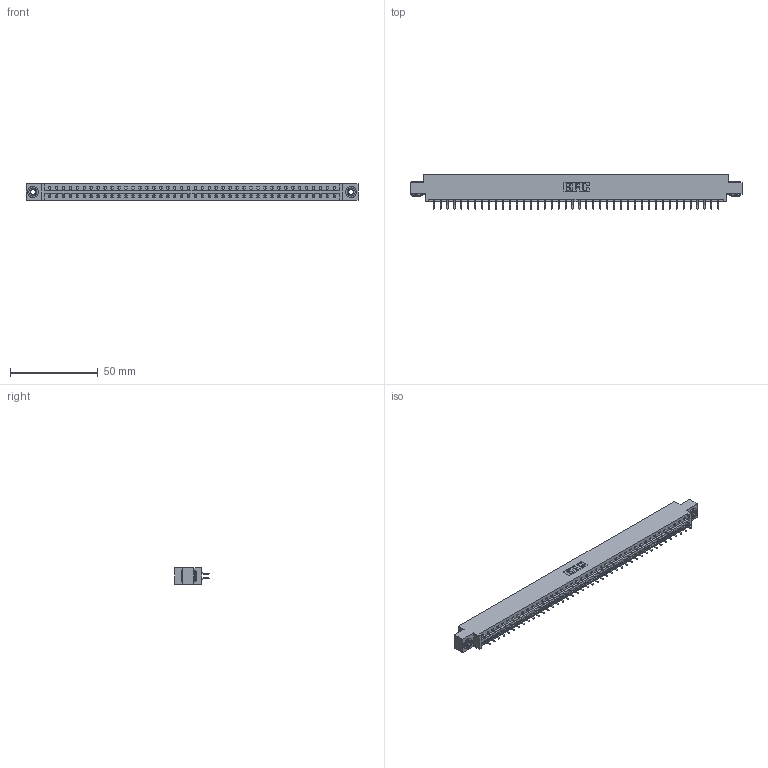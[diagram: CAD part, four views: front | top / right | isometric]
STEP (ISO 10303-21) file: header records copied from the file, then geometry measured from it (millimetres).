
FILE_DESCRIPTION (( 'STEP AP203' ), '1' );
FILE_NAME ('337-084-556-803.STEP', '2018-08-12T23:29:26', ( '' ), ( '' ), 'SwSTEP 2.0', 'SolidWorks 2016', '' );
FILE_SCHEMA (( 'CONFIG_CONTROL_DESIGN' ));
Length unit declared in the file: inch
Products named in the file (4): 337 Part_0.170 Offset - 0.156 Dia-TH; 345-292-001_556 Tail; 345-250-002_345-250-002-102; 337-084-556-803
Assembly tree (87 placements, depth 2):
  337-084-556-803
    337 Part_0.170 Offset - 0.156 Dia-TH
    345-292-001_556 Tail  x84
    345-250-002_345-250-002-102  x2
Bounding box: 189.43 x 19.57 x 9.4 mm (x, y, z)
Volume: 19862.5 mm3; surface area: 22698.2 mm2
Topology: 87 solids, 87 shells, 5196 faces, 15435 edges, 10174 vertices
Faces by surface type: plane 3612, cylinder 1576, cone 8
Entity records: 33566 total; most frequent: CARTESIAN_POINT 5645, ORIENTED_EDGE 5562, DIRECTION 4823, EDGE_CURVE 2781, LINE 2621, VECTOR 2621, VERTEX_POINT 1850, AXIS2_PLACEMENT_3D 1101
